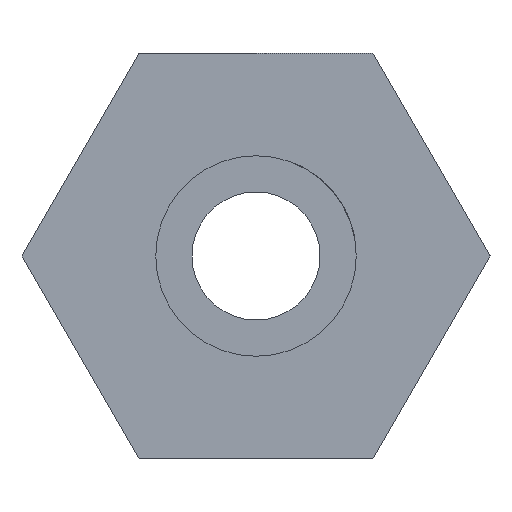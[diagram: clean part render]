
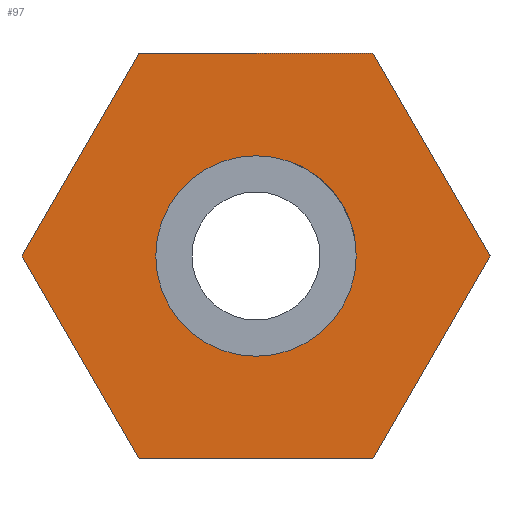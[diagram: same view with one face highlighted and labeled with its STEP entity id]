
A CAD part, left-side view. The second image highlights one B-rep face of the part: STEP entity #97.
In plain terms, the highlighted planar face has unit normal (-1, 0, 0).
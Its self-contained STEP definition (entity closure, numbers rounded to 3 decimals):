
#40 = CARTESIAN_POINT ( 'NONE',  ( 17., 0., 4.7 ) ) ;
#97 = ADVANCED_FACE ( 'NONE', ( #644, #4888 ), #1617, .F. ) ;
#153 = ORIENTED_EDGE ( 'NONE', *, *, #1367, .F. ) ;
#260 = VERTEX_POINT ( 'NONE', #40 ) ;
#299 = LINE ( 'NONE', #3609, #333 ) ;
#329 = EDGE_LOOP ( 'NONE', ( #415, #3758, #3430, #4472, #3181, #1855 ) ) ;
#333 = VECTOR ( 'NONE', #4898, 1000. ) ;
#415 = ORIENTED_EDGE ( 'NONE', *, *, #4344, .F. ) ;
#489 = LINE ( 'NONE', #2096, #2332 ) ;
#644 = FACE_BOUND ( 'NONE', #2157, .T. ) ;
#735 = EDGE_CURVE ( 'NONE', #4822, #3501, #4395, .T. ) ;
#761 = DIRECTION ( 'NONE',  ( 0., -1., 0. ) ) ;
#762 = CARTESIAN_POINT ( 'NONE',  ( 17., -10.97, 0. ) ) ;
#789 = CARTESIAN_POINT ( 'NONE',  ( 17., -5.485, 9.5 ) ) ;
#794 = AXIS2_PLACEMENT_3D ( 'NONE', #1644, #802, #2830 ) ;
#802 = DIRECTION ( 'NONE',  ( 1., 0., 0. ) ) ;
#876 = DIRECTION ( 'NONE',  ( -1., 0., 0. ) ) ;
#1014 = CARTESIAN_POINT ( 'NONE',  ( 17., -5.485, 9.5 ) ) ;
#1168 = CARTESIAN_POINT ( 'NONE',  ( 17., 5.485, 9.5 ) ) ;
#1234 = LINE ( 'NONE', #4387, #4088 ) ;
#1367 = EDGE_CURVE ( 'NONE', #4393, #260, #4010, .T. ) ;
#1402 = LINE ( 'NONE', #1014, #2950 ) ;
#1413 = VECTOR ( 'NONE', #761, 1000. ) ;
#1417 = AXIS2_PLACEMENT_3D ( 'NONE', #2987, #4534, #4988 ) ;
#1462 = CARTESIAN_POINT ( 'NONE',  ( 17., -10.97, 0. ) ) ;
#1617 = PLANE ( 'NONE',  #794 ) ;
#1644 = CARTESIAN_POINT ( 'NONE',  ( 17., 0., 0. ) ) ;
#1855 = ORIENTED_EDGE ( 'NONE', *, *, #5031, .F. ) ;
#1963 = EDGE_CURVE ( 'NONE', #3628, #3509, #1234, .T. ) ;
#2096 = CARTESIAN_POINT ( 'NONE',  ( 17., 5.485, -9.5 ) ) ;
#2132 = EDGE_CURVE ( 'NONE', #260, #4393, #3840, .T. ) ;
#2157 = EDGE_LOOP ( 'NONE', ( #4051, #153 ) ) ;
#2290 = CARTESIAN_POINT ( 'NONE',  ( 17., 5.485, 9.5 ) ) ;
#2324 = VERTEX_POINT ( 'NONE', #762 ) ;
#2332 = VECTOR ( 'NONE', #4098, 1000. ) ;
#2756 = EDGE_CURVE ( 'NONE', #2324, #3628, #5160, .T. ) ;
#2788 = DIRECTION ( 'NONE',  ( 0., 1., 0. ) ) ;
#2830 = DIRECTION ( 'NONE',  ( 0., 0., -1. ) ) ;
#2929 = CARTESIAN_POINT ( 'NONE',  ( 17., 0., -4.7 ) ) ;
#2950 = VECTOR ( 'NONE', #5186, 1000. ) ;
#2987 = CARTESIAN_POINT ( 'NONE',  ( 17., 0., 0. ) ) ;
#3181 = ORIENTED_EDGE ( 'NONE', *, *, #735, .F. ) ;
#3288 = CARTESIAN_POINT ( 'NONE',  ( 17., 0., 0. ) ) ;
#3342 = DIRECTION ( 'NONE',  ( 0., 0., 1. ) ) ;
#3430 = ORIENTED_EDGE ( 'NONE', *, *, #2756, .F. ) ;
#3501 = VERTEX_POINT ( 'NONE', #789 ) ;
#3504 = CARTESIAN_POINT ( 'NONE',  ( 17., -5.485, -9.5 ) ) ;
#3509 = VERTEX_POINT ( 'NONE', #5335 ) ;
#3609 = CARTESIAN_POINT ( 'NONE',  ( 17., 10.97, 0. ) ) ;
#3628 = VERTEX_POINT ( 'NONE', #3504 ) ;
#3758 = ORIENTED_EDGE ( 'NONE', *, *, #1963, .F. ) ;
#3840 = CIRCLE ( 'NONE', #4360, 4.7 ) ;
#4010 = CIRCLE ( 'NONE', #1417, 4.7 ) ;
#4051 = ORIENTED_EDGE ( 'NONE', *, *, #2132, .F. ) ;
#4088 = VECTOR ( 'NONE', #2788, 1000. ) ;
#4098 = DIRECTION ( 'NONE',  ( 0., 0.5, 0.866 ) ) ;
#4114 = EDGE_CURVE ( 'NONE', #3501, #2324, #1402, .T. ) ;
#4344 = EDGE_CURVE ( 'NONE', #3509, #5259, #489, .T. ) ;
#4360 = AXIS2_PLACEMENT_3D ( 'NONE', #3288, #876, #3342 ) ;
#4387 = CARTESIAN_POINT ( 'NONE',  ( 17., -5.485, -9.5 ) ) ;
#4393 = VERTEX_POINT ( 'NONE', #2929 ) ;
#4395 = LINE ( 'NONE', #1168, #1413 ) ;
#4472 = ORIENTED_EDGE ( 'NONE', *, *, #4114, .F. ) ;
#4534 = DIRECTION ( 'NONE',  ( -1., 0., 0. ) ) ;
#4758 = DIRECTION ( 'NONE',  ( 0., 0.5, -0.866 ) ) ;
#4822 = VERTEX_POINT ( 'NONE', #2290 ) ;
#4888 = FACE_OUTER_BOUND ( 'NONE', #329, .T. ) ;
#4898 = DIRECTION ( 'NONE',  ( 0., -0.5, 0.866 ) ) ;
#4980 = CARTESIAN_POINT ( 'NONE',  ( 17., 10.97, 0. ) ) ;
#4988 = DIRECTION ( 'NONE',  ( 0., 0., 1. ) ) ;
#5031 = EDGE_CURVE ( 'NONE', #5259, #4822, #299, .T. ) ;
#5160 = LINE ( 'NONE', #1462, #5298 ) ;
#5186 = DIRECTION ( 'NONE',  ( 0., -0.5, -0.866 ) ) ;
#5259 = VERTEX_POINT ( 'NONE', #4980 ) ;
#5298 = VECTOR ( 'NONE', #4758, 1000. ) ;
#5335 = CARTESIAN_POINT ( 'NONE',  ( 17., 5.485, -9.5 ) ) ;
